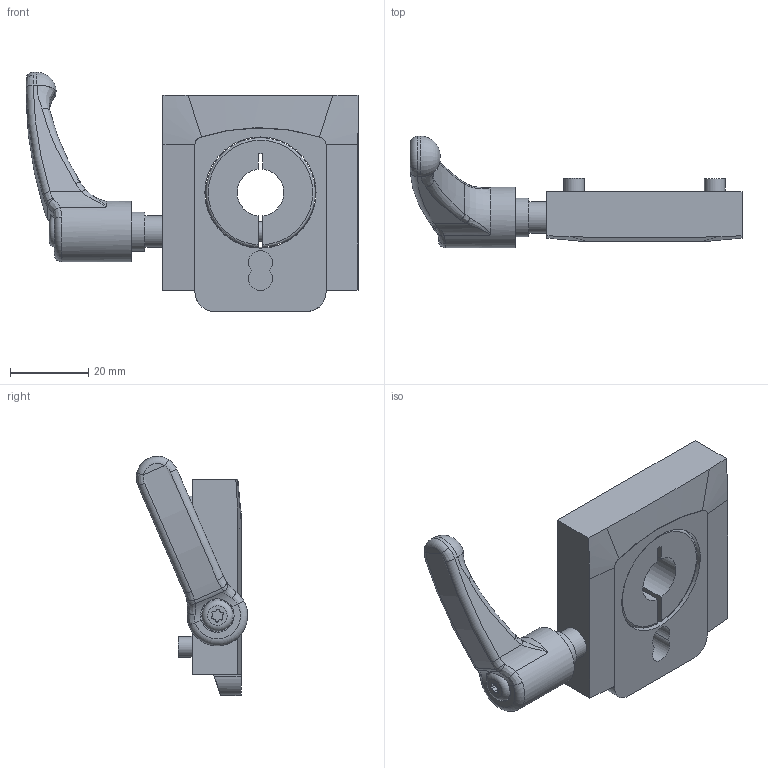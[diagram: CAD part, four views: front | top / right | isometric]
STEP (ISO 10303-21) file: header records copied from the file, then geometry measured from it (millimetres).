
FILE_DESCRIPTION(/* description */ ('Unknown'),/* implementation_level */ '2;1');
FILE_NAME(/* name */ 'A-0000126-Wellenklemmung50',/* time_stamp */ '2020-03-19T15:41:56+01:00',/* author */ ('Unknown'),/* organization */ ('Unknown'),/* preprocessor_version */ 'ST-DEVELOPER v16.7',/* originating_system */ 'Solid Edge',/* authorisation */ 'Unknown');
FILE_SCHEMA (('AUTOMOTIVE_DESIGN {1 0 10303 214 3 1 1}'));
Length unit declared in the file: millimetre
Products named in the file (1): A-0000126-Wellenklemmung50-dy
Bounding box: 85.1 x 28.51 x 61.3 mm (x, y, z)
Volume: 35556.6 mm3; surface area: 15274.2 mm2
Topology: 2 solids, 2 shells, 163 faces, 404 edges, 263 vertices
Faces by surface type: plane 79, cylinder 46, bspline 22, torus 12, cone 4
Full cylindrical faces by diameter (mm): 5 x1, 5.1 x1, 5.2 x1, 5.3 x2, 8 x2, 8.1 x2, 8.6 x1, 10 x1, 15.5 x1, 28.5 x1, 30 x1
Entity records: 6557 total; most frequent: CARTESIAN_POINT 2337, ORIENTED_EDGE 752, DIRECTION 681, EDGE_CURVE 376, VERTEX_POINT 251, AXIS2_PLACEMENT_3D 247, EDGE_LOOP 205, FACE_BOUND 205
